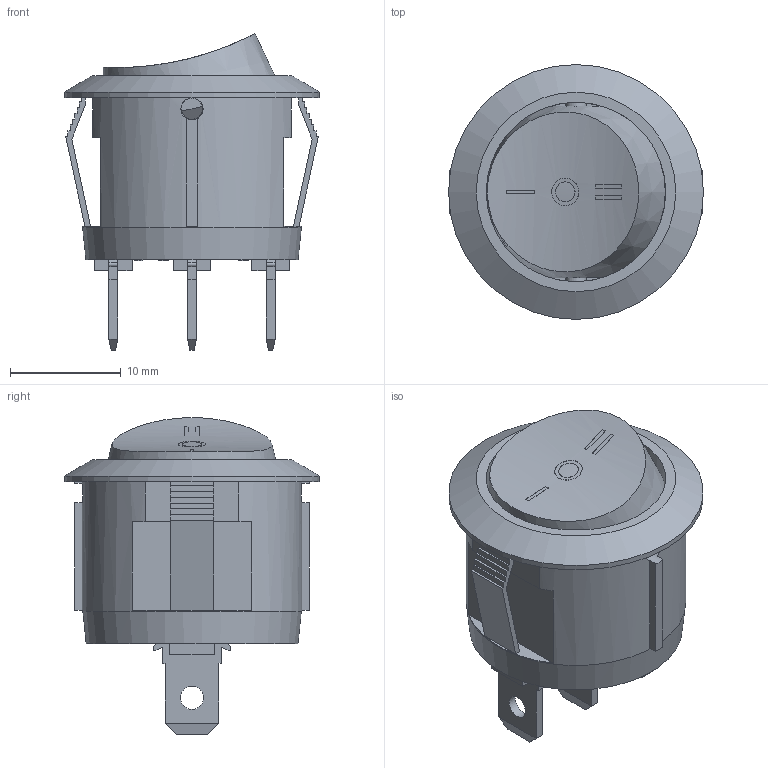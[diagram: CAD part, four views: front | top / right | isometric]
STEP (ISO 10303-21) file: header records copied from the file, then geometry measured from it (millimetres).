
FILE_DESCRIPTION(/* description */ (''),/* implementation_level */ '2;1');
FILE_NAME(/* name */ 'RRG3853xxxS.stp',/* time_stamp */ '2026-01-06T15:05:04-06:00',/* author */ ('mroman'),/* organization */ (''),/* preprocessor_version */ 'ST-DEVELOPER v18.1',/* originating_system */ 'Autodesk Inventor 2022',/* authorisation */ '');
FILE_SCHEMA (('AUTOMOTIVE_DESIGN { 1 0 10303 214 3 1 1 }'));
Length unit declared in the file: centimetre
Products named in the file (1): RRG3853xxxS
Bounding box: 23 x 23 x 28.59 mm (x, y, z)
Volume: 3246.2 mm3; surface area: 3823.6 mm2
Topology: 1 solids, 1 shells, 258 faces, 721 edges, 477 vertices
Faces by surface type: plane 195, bspline 31, cylinder 28, cone 3, sphere 1
Full cylindrical faces by diameter (mm): 1.8 x1, 1.9 x2, 2 x2, 2.1 x3, 2.5 x1, 3 x1, 4.6 x1, 16.2 x1, 23 x1
Entity records: 8800 total; most frequent: CARTESIAN_POINT 2288, ORIENTED_EDGE 1440, DIRECTION 1164, EDGE_CURVE 720, LINE 552, VECTOR 552, VERTEX_POINT 477, AXIS2_PLACEMENT_3D 306
